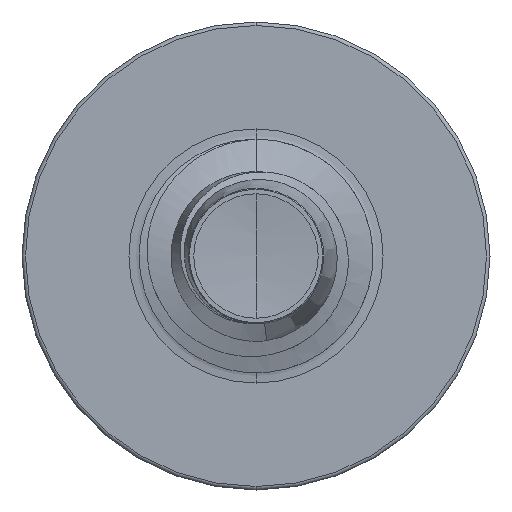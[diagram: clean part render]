
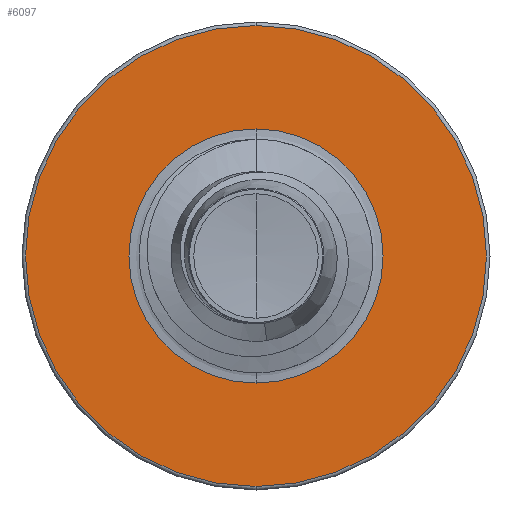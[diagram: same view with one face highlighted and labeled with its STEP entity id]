
A CAD part, front view. The second image highlights one B-rep face of the part: STEP entity #6097.
In plain terms, the highlighted planar face has unit normal (0, -1, 0).
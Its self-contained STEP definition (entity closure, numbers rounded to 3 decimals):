
#77 = VERTEX_POINT ( 'NONE', #4467 ) ;
#94 = DIRECTION ( 'NONE',  ( 0., 1., 0. ) ) ;
#324 = EDGE_CURVE ( 'NONE', #2818, #1844, #952, .T. ) ;
#781 = AXIS2_PLACEMENT_3D ( 'NONE', #1831, #1824, #1817 ) ;
#952 = CIRCLE ( 'NONE', #1318, 1.97 ) ;
#1077 = ORIENTED_EDGE ( 'NONE', *, *, #324, .F. ) ;
#1099 = CIRCLE ( 'NONE', #3989, 1.97 ) ;
#1214 = CIRCLE ( 'NONE', #781, 1.086 ) ;
#1273 = CARTESIAN_POINT ( 'NONE',  ( 0., 2., -1.97 ) ) ;
#1318 = AXIS2_PLACEMENT_3D ( 'NONE', #6152, #4341, #2839 ) ;
#1359 = EDGE_CURVE ( 'NONE', #7120, #77, #1214, .T. ) ;
#1517 = CIRCLE ( 'NONE', #6271, 1.086 ) ;
#1817 = DIRECTION ( 'NONE',  ( 0., 0., 1. ) ) ;
#1824 = DIRECTION ( 'NONE',  ( 0., 1., 0. ) ) ;
#1831 = CARTESIAN_POINT ( 'NONE',  ( 0., 2., 0. ) ) ;
#1844 = VERTEX_POINT ( 'NONE', #1273 ) ;
#1865 = CARTESIAN_POINT ( 'NONE',  ( 0., 2., 1.97 ) ) ;
#2196 = EDGE_CURVE ( 'NONE', #77, #7120, #1517, .T. ) ;
#2278 = FACE_OUTER_BOUND ( 'NONE', #5240, .T. ) ;
#2332 = ORIENTED_EDGE ( 'NONE', *, *, #2196, .T. ) ;
#2818 = VERTEX_POINT ( 'NONE', #1865 ) ;
#2839 = DIRECTION ( 'NONE',  ( 0., 0., 1. ) ) ;
#3248 = CARTESIAN_POINT ( 'NONE',  ( 0., 2., 0. ) ) ;
#3278 = DIRECTION ( 'NONE',  ( 0., 0., 1. ) ) ;
#3439 = AXIS2_PLACEMENT_3D ( 'NONE', #5025, #5599, #3278 ) ;
#3668 = CARTESIAN_POINT ( 'NONE',  ( 0., 2., 0. ) ) ;
#3843 = DIRECTION ( 'NONE',  ( 0., 0., 1. ) ) ;
#3989 = AXIS2_PLACEMENT_3D ( 'NONE', #3668, #94, #4272 ) ;
#4272 = DIRECTION ( 'NONE',  ( 0., 0., 1. ) ) ;
#4341 = DIRECTION ( 'NONE',  ( 0., 1., 0. ) ) ;
#4467 = CARTESIAN_POINT ( 'NONE',  ( 0., 2., -1.086 ) ) ;
#5025 = CARTESIAN_POINT ( 'NONE',  ( 0., 2., -1.086 ) ) ;
#5046 = FACE_BOUND ( 'NONE', #5193, .T. ) ;
#5047 = ORIENTED_EDGE ( 'NONE', *, *, #6868, .F. ) ;
#5193 = EDGE_LOOP ( 'NONE', ( #6091, #2332 ) ) ;
#5240 = EDGE_LOOP ( 'NONE', ( #1077, #5047 ) ) ;
#5599 = DIRECTION ( 'NONE',  ( 0., 1., 0. ) ) ;
#6091 = ORIENTED_EDGE ( 'NONE', *, *, #1359, .T. ) ;
#6097 = ADVANCED_FACE ( 'NONE', ( #2278, #5046 ), #6788, .F. ) ;
#6100 = CARTESIAN_POINT ( 'NONE',  ( 0., 2., 1.086 ) ) ;
#6152 = CARTESIAN_POINT ( 'NONE',  ( 0., 2., 0. ) ) ;
#6271 = AXIS2_PLACEMENT_3D ( 'NONE', #3248, #7266, #3843 ) ;
#6788 = PLANE ( 'NONE',  #3439 ) ;
#6868 = EDGE_CURVE ( 'NONE', #1844, #2818, #1099, .T. ) ;
#7120 = VERTEX_POINT ( 'NONE', #6100 ) ;
#7266 = DIRECTION ( 'NONE',  ( 0., 1., 0. ) ) ;
